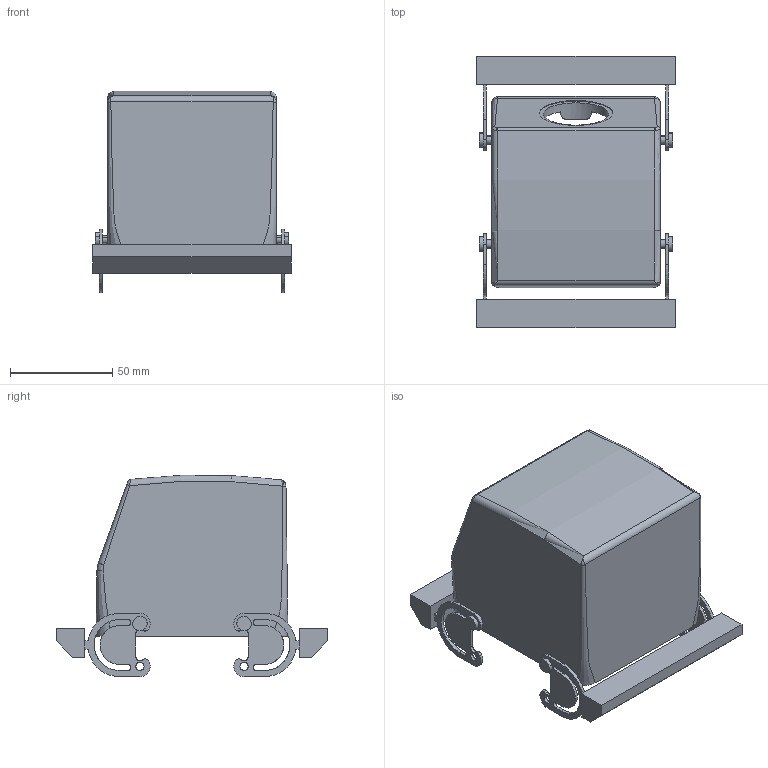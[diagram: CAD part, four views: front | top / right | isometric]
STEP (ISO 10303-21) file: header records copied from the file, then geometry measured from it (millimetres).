
FILE_DESCRIPTION(('CATIA V5 STEP Exchange','CAx-IF Rec.Pracs.--- Model Styling and Organization---1.4--- 2014-01-23'),'2;1');
FILE_NAME ('021665-2_2', '2019-07-25T14:31:47+00:00', ('none'), ('Weidmueller'), 'CATIA Version 5-6 Release 2016 SP3 HF44', 'CATIA V5 STEP AP214', 'none');
FILE_SCHEMA(('AUTOMOTIVE_DESIGN { 1 0 10303 214 1 1 1 1 }'));
Length unit declared in the file: millimetre
Products named in the file (1): 1788410000
Bounding box: 97 x 133 x 98.57 mm (x, y, z)
Volume: 170127.7 mm3; surface area: 79978.6 mm2
Topology: 1 solids, 1 shells, 251 faces, 688 edges, 454 vertices
Faces by surface type: cylinder 121, plane 114, bspline 14, torus 2
Entity records: 9890 total; most frequent: CARTESIAN_POINT 4045, ORIENTED_EDGE 1372, DIRECTION 887, EDGE_CURVE 686, VERTEX_POINT 454, VECTOR 376, LINE 376, AXIS2_PLACEMENT_3D 359
